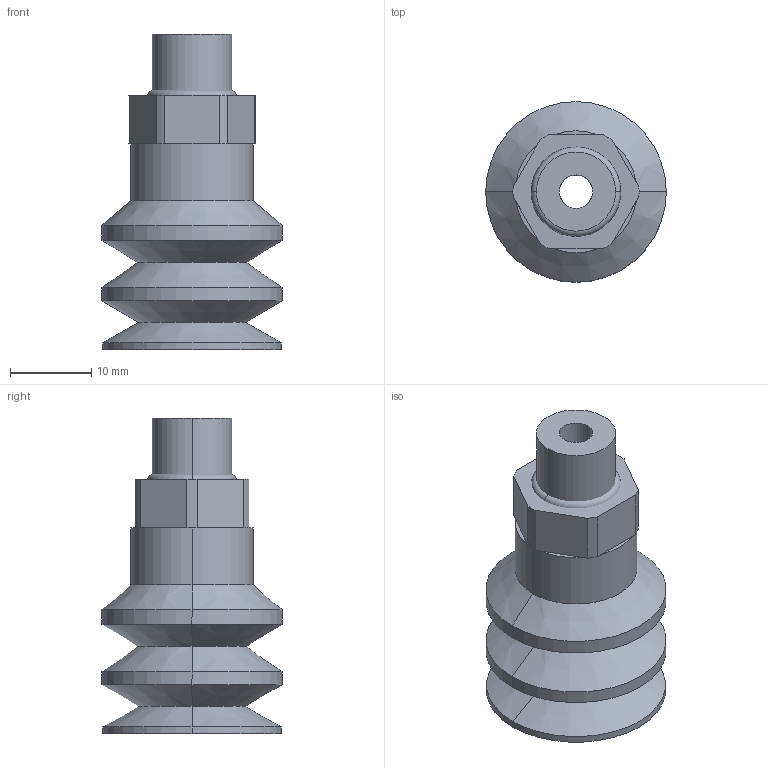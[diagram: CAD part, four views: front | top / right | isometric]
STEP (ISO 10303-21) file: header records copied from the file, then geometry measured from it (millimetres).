
FILE_DESCRIPTION (( 'STEP AP203' ), '1' );
FILE_NAME ('10.01.06.03453.step', '2021-04-14T12:31:15', ( '' ), ( '' ), 'SwSTEP 2.0', 'SolidWorks 2021', '' );
FILE_SCHEMA (( 'CONFIG_CONTROL_DESIGN' ));
Length unit declared in the file: millimetre
Products named in the file (1): 10.01.06.03453
Bounding box: 22.2 x 22.2 x 38.8 mm (x, y, z)
Volume: 4760.9 mm3; surface area: 5281.7 mm2
Topology: 3 solids, 3 shells, 91 faces, 199 edges, 118 vertices
Faces by surface type: plane 34, cylinder 33, cone 20, torus 4
Entity records: 2564 total; most frequent: DIRECTION 481, CARTESIAN_POINT 409, ORIENTED_EDGE 398, EDGE_CURVE 199, AXIS2_PLACEMENT_3D 190, VERTEX_POINT 118, EDGE_LOOP 101, VECTOR 101
